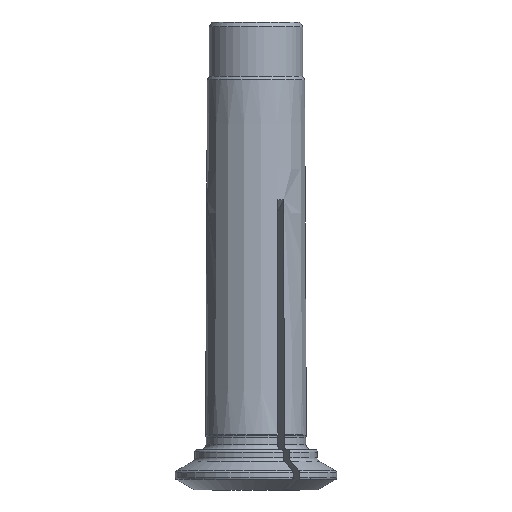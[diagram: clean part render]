
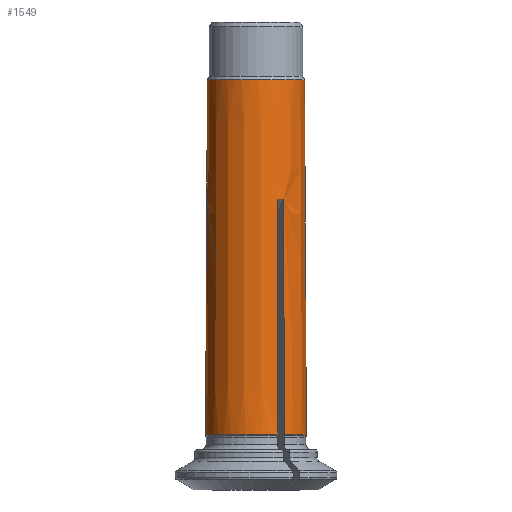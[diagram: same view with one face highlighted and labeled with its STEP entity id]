
A CAD part, front view. The second image highlights one B-rep face of the part: STEP entity #1549.
In plain terms, the highlighted conical face has half-angle 0.286 degrees and reference radius 3.002 mm.
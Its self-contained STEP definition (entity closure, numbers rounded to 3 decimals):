
#50=CONICAL_SURFACE('',#1690,3.002,0.005);
#67=ELLIPSE('',#1576,4.345,3.072);
#69=ELLIPSE('',#1645,4.345,3.072);
#71=ELLIPSE('',#1651,4.345,3.072);
#153=CIRCLE('',#1655,3.13);
#154=CIRCLE('',#1658,3.13);
#173=CIRCLE('',#1689,3.13);
#174=CIRCLE('',#1691,3.02);
#407=ORIENTED_EDGE('',*,*,#670,.F.);
#408=ORIENTED_EDGE('',*,*,#519,.F.);
#409=ORIENTED_EDGE('',*,*,#639,.F.);
#410=ORIENTED_EDGE('',*,*,#557,.T.);
#411=ORIENTED_EDGE('',*,*,#635,.F.);
#412=ORIENTED_EDGE('',*,*,#671,.F.);
#413=ORIENTED_EDGE('',*,*,#668,.F.);
#414=ORIENTED_EDGE('',*,*,#632,.T.);
#415=ORIENTED_EDGE('',*,*,#616,.F.);
#416=ORIENTED_EDGE('',*,*,#672,.F.);
#417=ORIENTED_EDGE('',*,*,#641,.F.);
#418=ORIENTED_EDGE('',*,*,#673,.T.);
#419=ORIENTED_EDGE('',*,*,#539,.F.);
#519=EDGE_CURVE('',#688,#689,#803,.T.);
#539=EDGE_CURVE('',#689,#707,#67,.T.);
#557=EDGE_CURVE('',#708,#725,#821,.T.);
#616=EDGE_CURVE('',#761,#759,#69,.T.);
#632=EDGE_CURVE('',#762,#759,#837,.T.);
#635=EDGE_CURVE('',#777,#725,#71,.T.);
#639=EDGE_CURVE('',#708,#688,#153,.T.);
#641=EDGE_CURVE('',#780,#781,#154,.T.);
#668=EDGE_CURVE('',#762,#795,#173,.T.);
#670=EDGE_CURVE('',#796,#796,#174,.T.);
#671=EDGE_CURVE('',#795,#777,#846,.T.);
#672=EDGE_CURVE('',#781,#761,#847,.T.);
#673=EDGE_CURVE('',#780,#707,#848,.T.);
#688=VERTEX_POINT('',#2058);
#689=VERTEX_POINT('',#2059);
#707=VERTEX_POINT('',#2115);
#708=VERTEX_POINT('',#2120);
#725=VERTEX_POINT('',#2169);
#759=VERTEX_POINT('',#2323);
#761=VERTEX_POINT('',#2327);
#762=VERTEX_POINT('',#2331);
#777=VERTEX_POINT('',#2383);
#780=VERTEX_POINT('',#2396);
#781=VERTEX_POINT('',#2398);
#795=VERTEX_POINT('',#2467);
#796=VERTEX_POINT('',#2471);
#803=LINE('',#2057,#857);
#821=LINE('',#2170,#875);
#837=LINE('',#2378,#891);
#846=LINE('',#2472,#900);
#847=LINE('',#2473,#901);
#848=LINE('',#2474,#902);
#857=VECTOR('',#1717,1000.);
#875=VECTOR('',#1757,1000.);
#891=VECTOR('',#1907,1000.);
#900=VECTOR('',#2002,1000.);
#901=VECTOR('',#2003,1000.);
#902=VECTOR('',#2004,1000.);
#957=EDGE_LOOP('',(#407));
#958=EDGE_LOOP('',(#408,#409,#410,#411,#412,#413,#414,#415,#416,#417,#418,
#419));
#1027=FACE_BOUND('',#957,.T.);
#1028=FACE_BOUND('',#958,.T.);
#1549=ADVANCED_FACE('',(#1027,#1028),#50,.T.);
#1576=AXIS2_PLACEMENT_3D('',#2117,#1737,#1738);
#1645=AXIS2_PLACEMENT_3D('',#2328,#1892,#1893);
#1651=AXIS2_PLACEMENT_3D('',#2384,#1913,#1914);
#1655=AXIS2_PLACEMENT_3D('',#2392,#1923,#1924);
#1658=AXIS2_PLACEMENT_3D('',#2397,#1930,#1931);
#1689=AXIS2_PLACEMENT_3D('',#2466,#1995,#1996);
#1690=AXIS2_PLACEMENT_3D('',#2469,#1998,#1999);
#1691=AXIS2_PLACEMENT_3D('',#2470,#2000,#2001);
#1717=DIRECTION('',(-0.003,-0.004,1.));
#1737=DIRECTION('',(0.354,0.612,-0.707));
#1738=DIRECTION('',(-0.354,-0.612,-0.707));
#1757=DIRECTION('',(0.005,0.,1.));
#1892=DIRECTION('',(0.354,-0.612,-0.707));
#1893=DIRECTION('',(-0.354,0.612,-0.707));
#1907=DIRECTION('',(-0.003,0.004,1.));
#1913=DIRECTION('',(-0.707,0.,-0.707));
#1914=DIRECTION('',(0.707,0.,-0.707));
#1923=DIRECTION('',(0.,0.,-1.));
#1924=DIRECTION('',(-1.,0.,0.));
#1930=DIRECTION('',(0.,0.,-1.));
#1931=DIRECTION('',(-1.,0.,0.));
#1995=DIRECTION('',(0.,0.,-1.));
#1996=DIRECTION('',(-1.,0.,0.));
#1998=DIRECTION('',(0.,0.,-1.));
#1999=DIRECTION('',(-1.,0.,0.));
#2000=DIRECTION('',(0.,0.,1.));
#2001=DIRECTION('',(1.,0.,0.));
#2002=DIRECTION('',(0.005,0.,1.));
#2003=DIRECTION('',(-0.003,0.004,1.));
#2004=DIRECTION('',(-0.003,-0.004,1.));
#2057=CARTESIAN_POINT('',(1.348,2.784,10.708));
#2058=CARTESIAN_POINT('',(1.366,2.816,3.425));
#2059=CARTESIAN_POINT('',(1.33,2.753,17.992));
#2115=CARTESIAN_POINT('',(1.719,2.528,17.992));
#2117=CARTESIAN_POINT('',(-0.008,-0.013,14.928));
#2120=CARTESIAN_POINT('',(-3.122,0.225,3.425));
#2169=CARTESIAN_POINT('',(-3.049,0.225,17.992));
#2170=CARTESIAN_POINT('',(-3.085,0.225,10.708));
#2323=CARTESIAN_POINT('',(1.33,-2.753,17.992));
#2327=CARTESIAN_POINT('',(1.719,-2.528,17.992));
#2328=CARTESIAN_POINT('',(-0.008,0.013,14.928));
#2331=CARTESIAN_POINT('',(1.366,-2.816,3.425));
#2378=CARTESIAN_POINT('',(1.348,-2.784,10.708));
#2383=CARTESIAN_POINT('',(-3.049,-0.225,17.992));
#2384=CARTESIAN_POINT('',(0.015,0.,14.928));
#2392=CARTESIAN_POINT('',(0.,0.,3.425));
#2396=CARTESIAN_POINT('',(1.756,2.591,3.425));
#2397=CARTESIAN_POINT('',(0.,0.,3.425));
#2398=CARTESIAN_POINT('',(1.756,-2.591,3.425));
#2466=CARTESIAN_POINT('',(0.,0.,3.425));
#2467=CARTESIAN_POINT('',(-3.122,-0.225,3.425));
#2469=CARTESIAN_POINT('',(0.,0.,29.));
#2470=CARTESIAN_POINT('',(0.,0.,25.416));
#2471=CARTESIAN_POINT('',(3.02,0.,25.416));
#2472=CARTESIAN_POINT('',(-3.085,-0.225,10.708));
#2473=CARTESIAN_POINT('',(1.737,-2.559,10.708));
#2474=CARTESIAN_POINT('',(1.737,2.559,10.708));
